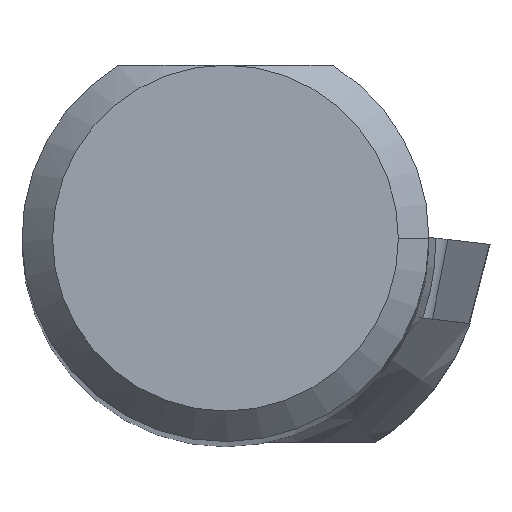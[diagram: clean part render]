
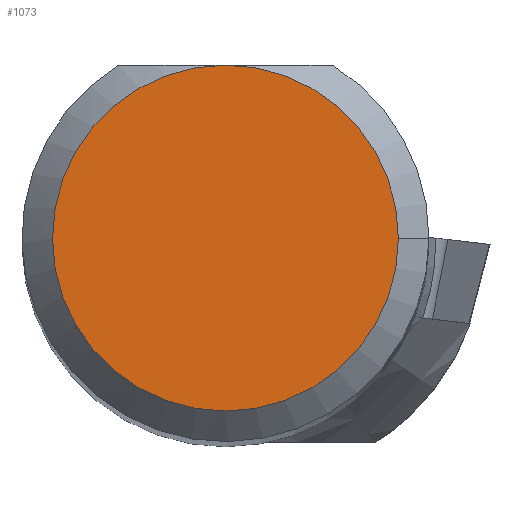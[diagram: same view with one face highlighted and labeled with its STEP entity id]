
A CAD part, top view. The second image highlights one B-rep face of the part: STEP entity #1073.
In plain terms, the highlighted planar face has unit normal (0, 0, 1).
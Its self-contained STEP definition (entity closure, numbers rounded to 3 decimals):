
#575=CARTESIAN_POINT('',(0.,8.5,0.));
#580=CARTESIAN_POINT('',(0.,0.,0.));
#581=DIRECTION('',(0.,0.,1.));
#582=DIRECTION('',(0.,1.,0.));
#583=AXIS2_PLACEMENT_3D('',#580,#581,#582);
#595=CARTESIAN_POINT('',(0.,0.,0.));
#596=DIRECTION('',(0.,0.,-1.));
#597=DIRECTION('',(0.,1.,0.));
#598=AXIS2_PLACEMENT_3D('',#595,#596,#597);
#624=CARTESIAN_POINT('',(8.5,0.,0.));
#626=VERTEX_POINT('',#624);
#628=VERTEX_POINT('',#575);
#1063=CARTESIAN_POINT('',(0.,0.,0.));
#1064=DIRECTION('',(0.,0.,-1.));
#1065=DIRECTION('',(1.,0.,0.));
#1066=AXIS2_PLACEMENT_3D('',#1063,#1064,#1065);
#1067=PLANE('',#1066);
#1068=ORIENTED_EDGE('',*,*,#1049,.F.);
#1070=ORIENTED_EDGE('',*,*,#1069,.T.);
#1071=EDGE_LOOP('',(#1068,#1070));
#1072=FACE_OUTER_BOUND('',#1071,.F.);
#584=CIRCLE('',#583,8.5);
#599=CIRCLE('',#598,8.5);
#1049=EDGE_CURVE('',#628,#626,#584,.T.);
#1069=EDGE_CURVE('',#628,#626,#599,.T.);
#1073=ADVANCED_FACE('',(#1072),#1067,.F.);
